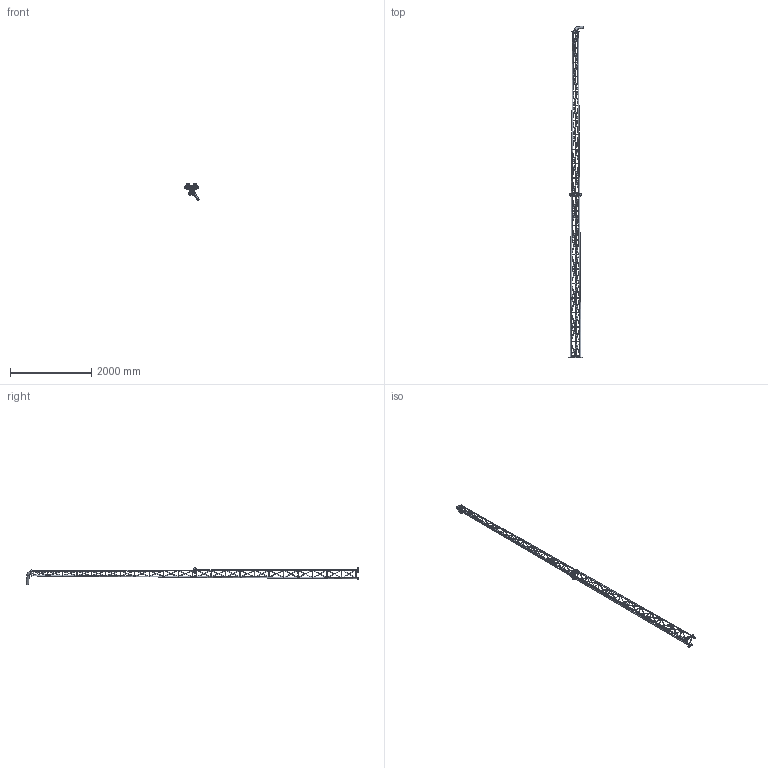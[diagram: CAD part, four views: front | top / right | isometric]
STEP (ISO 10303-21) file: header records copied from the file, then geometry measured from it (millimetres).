
FILE_DESCRIPTION (( 'STEP AP214' ), '1' );
FILE_NAME ('Zlozenie H=8 wieza Zerowatt 1 arm.STEP', '2025-02-21T14:39:36', ( '' ), ( '' ), 'SwSTEP 2.0', 'SolidWorks 2024', '' );
FILE_SCHEMA (( 'AUTOMOTIVE_DESIGN' ));
Length unit declared in the file: millimetre
Products named in the file (11): Nadstawka slup 1 arm; wieza pod oswietlenie H=8m bottom; hex flange nut_din_Hexagon Flange Nut DIN 6923 - M8 - N; Zlozenie H=8 wieza Zerowatt 1 arm; Kolano hamburskie 60,3 - luminary; hex nut gradec_din_Hexagon Nut ISO 4034 - M20 - N; Pierscien dociskowy; wieza pod oswietlenie H=8m upper; Mocowanie 1 arm - zlozenie; high strength hex head bolt_din_DIN 6914 - M20 x 60 x 31-N; socket head cap screw 4762_din_EN ISO 4762 M8 x 25 - 25N
Assembly tree (24 placements, depth 3):
  Zlozenie H=8 wieza Zerowatt 1 arm
    wieza pod oswietlenie H=8m bottom
    wieza pod oswietlenie H=8m upper
    Mocowanie 1 arm - zlozenie
      Nadstawka slup 1 arm
      Kolano hamburskie 60,3 - luminary
      Pierscien dociskowy
      socket head cap screw 4762_din_EN ISO 4762 M8 x 25 - 25N  x3
      hex flange nut_din_Hexagon Flange Nut DIN 6923 - M8 - N  x3
    high strength hex head bolt_din_DIN 6914 - M20 x 60 x 31-N  x6
    hex nut gradec_din_Hexagon Nut ISO 4034 - M20 - N  x6
Bounding box: 358.81 x 8158.68 x 433.16 mm (x, y, z)
Volume: 14288534.5 mm3; surface area: 3401490 mm2
Topology: 174 solids, 174 shells, 1438 faces, 2833 edges, 1763 vertices
Faces by surface type: cylinder 913, plane 281, cone 192, torus 34, bspline 18
Entity records: 62961 total; most frequent: CARTESIAN_POINT 41299, ORIENTED_EDGE 3950, DIRECTION 3637, EDGE_CURVE 1975, AXIS2_PLACEMENT_3D 1457, VERTEX_POINT 1277, EDGE_LOOP 1128, ADVANCED_FACE 1035
